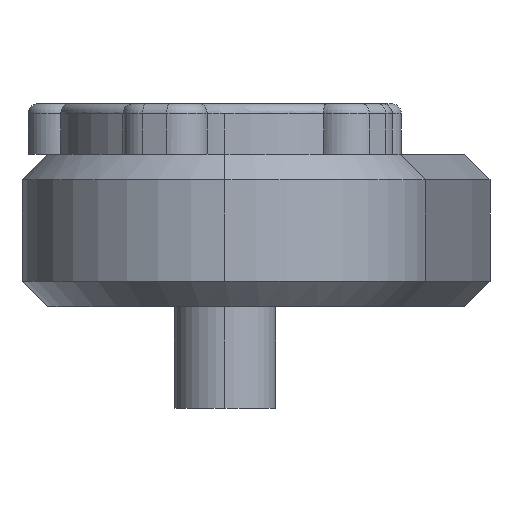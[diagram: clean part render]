
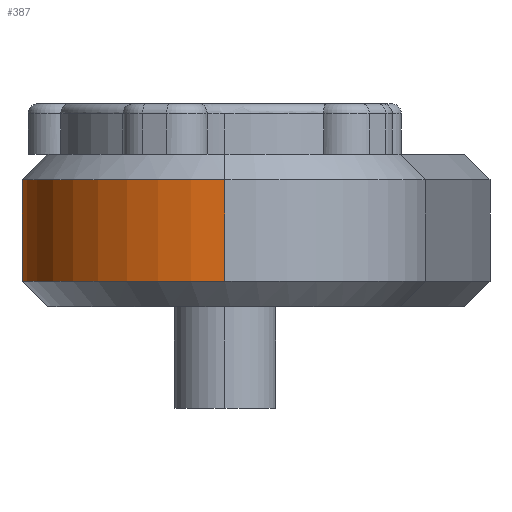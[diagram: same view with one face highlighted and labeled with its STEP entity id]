
A CAD part, left-side view. The second image highlights one B-rep face of the part: STEP entity #387.
In plain terms, the highlighted cylindrical face has radius 20 mm (diameter 40 mm), a partial arc.
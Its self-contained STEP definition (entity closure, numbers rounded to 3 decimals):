
#187 = VECTOR ( 'NONE', #417, 1000. ) ;
#218 = CARTESIAN_POINT ( 'NONE',  ( -105., 0., 5. ) ) ;
#233 = EDGE_CURVE ( 'NONE', #2126, #577, #829, .T. ) ;
#387 = ADVANCED_FACE ( 'NONE', ( #1721 ), #2263, .T. ) ;
#417 = DIRECTION ( 'NONE',  ( 0., 0., -1. ) ) ;
#439 = CARTESIAN_POINT ( 'NONE',  ( -82.747, 19.873, 7.5 ) ) ;
#462 = DIRECTION ( 'NONE',  ( 0., 0., -1. ) ) ;
#577 = VERTEX_POINT ( 'NONE', #729 ) ;
#611 = VERTEX_POINT ( 'NONE', #979 ) ;
#625 = CARTESIAN_POINT ( 'NONE',  ( -85., 0., 7.5 ) ) ;
#649 = DIRECTION ( 'NONE',  ( 0., 0., -1. ) ) ;
#676 = AXIS2_PLACEMENT_3D ( 'NONE', #625, #462, #2082 ) ;
#688 = EDGE_CURVE ( 'NONE', #577, #611, #1722, .T. ) ;
#698 = VERTEX_POINT ( 'NONE', #1905 ) ;
#729 = CARTESIAN_POINT ( 'NONE',  ( -82.747, 19.873, 5. ) ) ;
#766 = DIRECTION ( 'NONE',  ( 0., 0., -1. ) ) ;
#780 = DIRECTION ( 'NONE',  ( 0., 0., 1. ) ) ;
#829 = CIRCLE ( 'NONE', #2335, 20. ) ;
#882 = VECTOR ( 'NONE', #649, 1000. ) ;
#921 = CARTESIAN_POINT ( 'NONE',  ( -85., 0., 5. ) ) ;
#979 = CARTESIAN_POINT ( 'NONE',  ( -82.747, 19.873, -5. ) ) ;
#1116 = ORIENTED_EDGE ( 'NONE', *, *, #1547, .F. ) ;
#1126 = CIRCLE ( 'NONE', #2005, 20. ) ;
#1311 = CARTESIAN_POINT ( 'NONE',  ( -85., 0., -5. ) ) ;
#1312 = ORIENTED_EDGE ( 'NONE', *, *, #1324, .T. ) ;
#1324 = EDGE_CURVE ( 'NONE', #611, #698, #1126, .T. ) ;
#1447 = DIRECTION ( 'NONE',  ( 1., 0., 0. ) ) ;
#1497 = DIRECTION ( 'NONE',  ( 1., 0., 0. ) ) ;
#1547 = EDGE_CURVE ( 'NONE', #2126, #698, #1921, .T. ) ;
#1635 = ORIENTED_EDGE ( 'NONE', *, *, #688, .T. ) ;
#1642 = EDGE_LOOP ( 'NONE', ( #1116, #1942, #1635, #1312 ) ) ;
#1721 = FACE_OUTER_BOUND ( 'NONE', #1642, .T. ) ;
#1722 = LINE ( 'NONE', #439, #187 ) ;
#1739 = CARTESIAN_POINT ( 'NONE',  ( -105., 0., 7.5 ) ) ;
#1905 = CARTESIAN_POINT ( 'NONE',  ( -105., 0., -5. ) ) ;
#1921 = LINE ( 'NONE', #1739, #882 ) ;
#1942 = ORIENTED_EDGE ( 'NONE', *, *, #233, .T. ) ;
#2005 = AXIS2_PLACEMENT_3D ( 'NONE', #1311, #780, #1447 ) ;
#2082 = DIRECTION ( 'NONE',  ( -1., 0., 0. ) ) ;
#2126 = VERTEX_POINT ( 'NONE', #218 ) ;
#2263 = CYLINDRICAL_SURFACE ( 'NONE', #676, 20. ) ;
#2335 = AXIS2_PLACEMENT_3D ( 'NONE', #921, #766, #1497 ) ;
